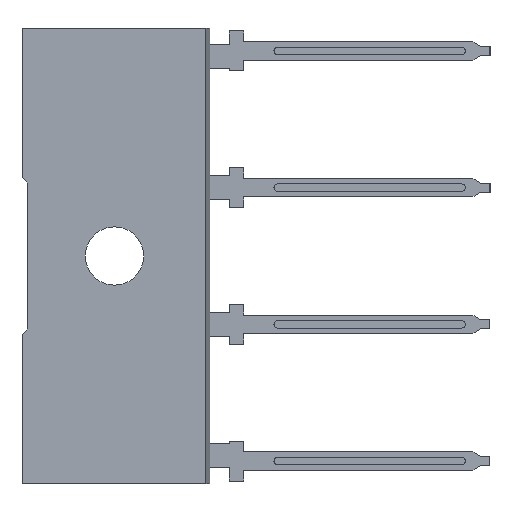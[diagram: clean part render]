
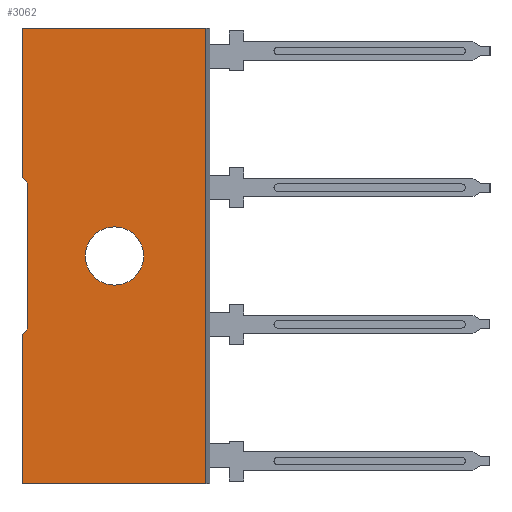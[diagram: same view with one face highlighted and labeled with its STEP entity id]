
A CAD part, front view. The second image highlights one B-rep face of the part: STEP entity #3062.
In plain terms, the highlighted face is planar.
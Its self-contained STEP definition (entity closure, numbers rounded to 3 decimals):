
#68=FACE_BOUND('',#446,.T.);
#107=CIRCLE('',#3332,1.6);
#268=FACE_OUTER_BOUND('',#445,.T.);
#445=EDGE_LOOP('',(#2593,#2594,#2595,#2596,#2597,#2598,#2599,#2600));
#446=EDGE_LOOP('',(#2601));
#760=LINE('',#4911,#1132);
#764=LINE('',#4919,#1136);
#768=LINE('',#4927,#1140);
#774=LINE('',#4941,#1146);
#777=LINE('',#4948,#1149);
#778=LINE('',#4950,#1150);
#779=LINE('',#4952,#1151);
#780=LINE('',#4953,#1152);
#1132=VECTOR('',#3995,10.);
#1136=VECTOR('',#4001,10.);
#1140=VECTOR('',#4007,10.);
#1146=VECTOR('',#4019,10.);
#1149=VECTOR('',#4026,10.);
#1150=VECTOR('',#4027,10.);
#1151=VECTOR('',#4028,10.);
#1152=VECTOR('',#4029,10.);
#1444=VERTEX_POINT('',#4909);
#1445=VERTEX_POINT('',#4910);
#1448=VERTEX_POINT('',#4918);
#1451=VERTEX_POINT('',#4926);
#1454=VERTEX_POINT('',#4934);
#1456=VERTEX_POINT('',#4939);
#1458=VERTEX_POINT('',#4947);
#1459=VERTEX_POINT('',#4949);
#1460=VERTEX_POINT('',#4951);
#1833=EDGE_CURVE('',#1444,#1445,#760,.T.);
#1837=EDGE_CURVE('',#1445,#1448,#764,.T.);
#1841=EDGE_CURVE('',#1451,#1444,#768,.T.);
#1845=EDGE_CURVE('',#1454,#1454,#107,.T.);
#1848=EDGE_CURVE('',#1448,#1456,#774,.T.);
#1851=EDGE_CURVE('',#1458,#1456,#777,.T.);
#1852=EDGE_CURVE('',#1459,#1458,#778,.T.);
#1853=EDGE_CURVE('',#1460,#1459,#779,.T.);
#1854=EDGE_CURVE('',#1460,#1451,#780,.T.);
#2593=ORIENTED_EDGE('',*,*,#1841,.T.);
#2594=ORIENTED_EDGE('',*,*,#1833,.T.);
#2595=ORIENTED_EDGE('',*,*,#1837,.T.);
#2596=ORIENTED_EDGE('',*,*,#1848,.T.);
#2597=ORIENTED_EDGE('',*,*,#1851,.F.);
#2598=ORIENTED_EDGE('',*,*,#1852,.F.);
#2599=ORIENTED_EDGE('',*,*,#1853,.F.);
#2600=ORIENTED_EDGE('',*,*,#1854,.T.);
#2601=ORIENTED_EDGE('',*,*,#1845,.T.);
#2900=PLANE('',#3335);
#3062=ADVANCED_FACE('',(#268,#68),#2900,.T.);
#3332=AXIS2_PLACEMENT_3D('',#4935,#4013,#4014);
#3335=AXIS2_PLACEMENT_3D('',#4946,#4024,#4025);
#3995=DIRECTION('',(1.,0.,0.));
#4001=DIRECTION('',(0.743,0.669,0.));
#4007=DIRECTION('',(0.743,-0.669,0.));
#4013=DIRECTION('center_axis',(0.,0.,1.));
#4014=DIRECTION('ref_axis',(-1.,0.,0.));
#4019=DIRECTION('',(1.,0.,0.));
#4024=DIRECTION('center_axis',(0.,0.,-1.));
#4025=DIRECTION('ref_axis',(0.,1.,0.));
#4026=DIRECTION('',(0.,1.,0.));
#4027=DIRECTION('',(1.,0.,0.));
#4028=DIRECTION('',(0.,-1.,0.));
#4029=DIRECTION('',(1.,0.,0.));
#4909=CARTESIAN_POINT('',(8.5,6.911,-3.2));
#4910=CARTESIAN_POINT('',(16.5,6.911,-3.2));
#4911=CARTESIAN_POINT('',(8.25,6.911,-3.2));
#4918=CARTESIAN_POINT('',(16.798,7.18,-3.2));
#4919=CARTESIAN_POINT('',(9.692,0.781,-3.2));
#4926=CARTESIAN_POINT('',(8.202,7.18,-3.2));
#4927=CARTESIAN_POINT('',(8.582,6.837,-3.2));
#4934=CARTESIAN_POINT('',(14.1,2.16,-3.2));
#4935=CARTESIAN_POINT('Origin',(12.5,2.16,-3.2));
#4939=CARTESIAN_POINT('',(25.,7.18,-3.2));
#4941=CARTESIAN_POINT('',(0.,7.18,-3.2));
#4946=CARTESIAN_POINT('Origin',(0.,-2.86,-3.2));
#4947=CARTESIAN_POINT('',(25.,-2.86,-3.2));
#4948=CARTESIAN_POINT('',(25.,7.003,-3.2));
#4949=CARTESIAN_POINT('',(0.,-2.86,-3.2));
#4950=CARTESIAN_POINT('',(0.,-2.86,-3.2));
#4951=CARTESIAN_POINT('',(0.,7.18,-3.2));
#4952=CARTESIAN_POINT('',(0.,7.18,-3.2));
#4953=CARTESIAN_POINT('',(0.,7.18,-3.2));
